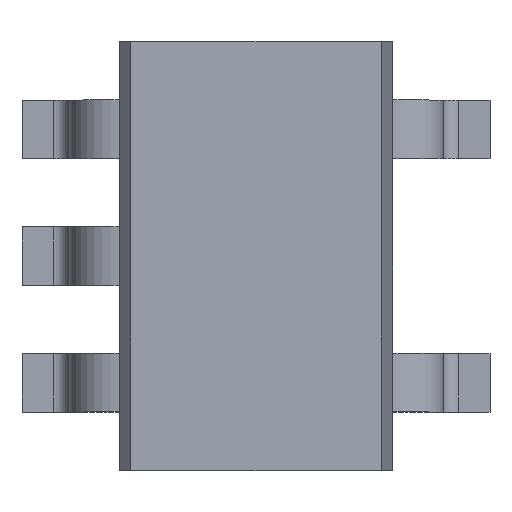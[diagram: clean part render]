
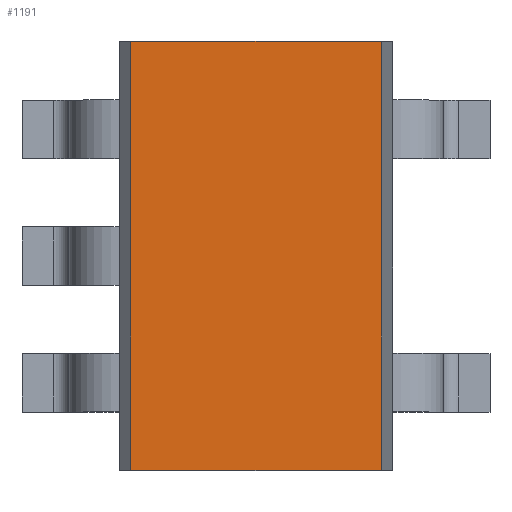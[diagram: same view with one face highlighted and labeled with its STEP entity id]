
A CAD part, top view. The second image highlights one B-rep face of the part: STEP entity #1191.
In plain terms, the highlighted planar face has unit normal (0, 0, 1).
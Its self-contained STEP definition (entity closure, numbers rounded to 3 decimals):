
#95=FACE_OUTER_BOUND('',#165,.T.);
#165=EDGE_LOOP('',(#811,#812,#813,#814));
#246=LINE('',#1766,#380);
#248=LINE('',#1770,#382);
#249=LINE('',#1772,#383);
#250=LINE('',#1773,#384);
#380=VECTOR('',#1403,2.2);
#382=VECTOR('',#1407,1.285);
#383=VECTOR('',#1408,2.2);
#384=VECTOR('',#1409,1.285);
#509=VERTEX_POINT('',#1763);
#510=VERTEX_POINT('',#1765);
#511=VERTEX_POINT('',#1769);
#512=VERTEX_POINT('',#1771);
#630=EDGE_CURVE('',#510,#509,#246,.T.);
#632=EDGE_CURVE('',#509,#511,#248,.T.);
#633=EDGE_CURVE('',#512,#511,#249,.T.);
#634=EDGE_CURVE('',#512,#510,#250,.T.);
#811=ORIENTED_EDGE('',*,*,#632,.T.);
#812=ORIENTED_EDGE('',*,*,#633,.F.);
#813=ORIENTED_EDGE('',*,*,#634,.T.);
#814=ORIENTED_EDGE('',*,*,#630,.T.);
#1141=PLANE('',#1268);
#1191=ADVANCED_FACE('',(#95),#1141,.T.);
#1268=AXIS2_PLACEMENT_3D('',#1768,#1405,#1406);
#1403=DIRECTION('',(0.,1.,0.));
#1405=DIRECTION('center_axis',(0.,0.,1.));
#1406=DIRECTION('ref_axis',(1.,0.,0.));
#1407=DIRECTION('',(-1.,0.,0.));
#1408=DIRECTION('',(0.,1.,0.));
#1409=DIRECTION('',(1.,0.,0.));
#1763=CARTESIAN_POINT('',(0.642,1.1,1.1));
#1765=CARTESIAN_POINT('',(0.642,-1.1,1.1));
#1766=CARTESIAN_POINT('',(0.642,-1.1,1.1));
#1768=CARTESIAN_POINT('Origin',(0.642,-1.1,1.1));
#1769=CARTESIAN_POINT('',(-0.642,1.1,1.1));
#1770=CARTESIAN_POINT('',(-0.642,1.1,1.1));
#1771=CARTESIAN_POINT('',(-0.642,-1.1,1.1));
#1772=CARTESIAN_POINT('',(-0.642,-1.1,1.1));
#1773=CARTESIAN_POINT('',(-0.642,-1.1,1.1));
